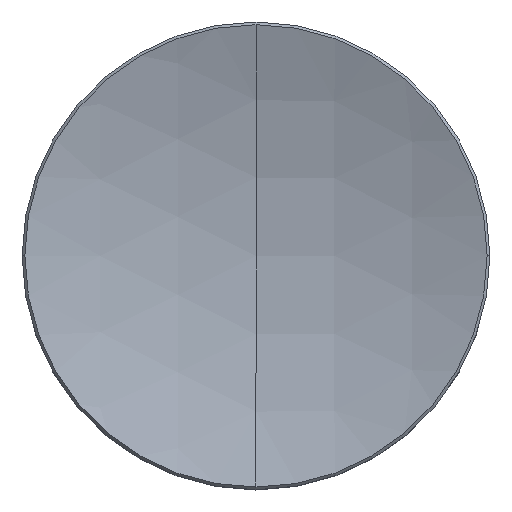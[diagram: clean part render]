
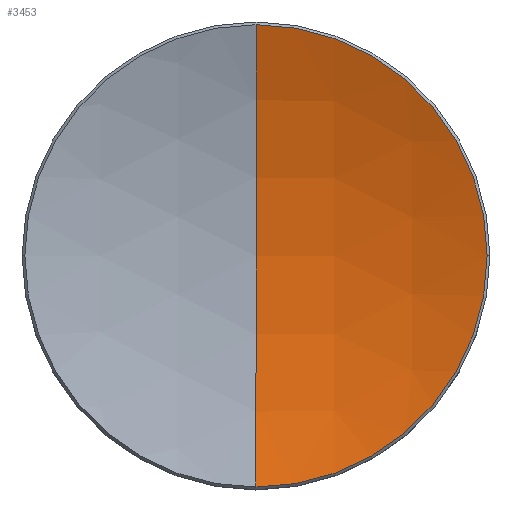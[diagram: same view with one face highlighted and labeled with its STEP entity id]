
A CAD part, top view. The second image highlights one B-rep face of the part: STEP entity #3453.
In plain terms, the highlighted spherical face has radius 38 mm.
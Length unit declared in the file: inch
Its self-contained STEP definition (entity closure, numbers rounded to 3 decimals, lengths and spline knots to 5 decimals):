
#487 = CARTESIAN_POINT ( 'NONE',  ( 0., -0.49418, 0.3202 ) ) ;
#489 = CARTESIAN_POINT ( 'NONE',  ( 0., 0., 0.23622 ) ) ;
#492 = CARTESIAN_POINT ( 'NONE',  ( 0.49418, 0., 0.3202 ) ) ;
#674 = CARTESIAN_POINT ( 'NONE',  ( 0., 0., 1.73228 ) ) ;
#675 = DIRECTION ( 'NONE',  ( -1., 0., 0. ) ) ;
#676 = DIRECTION ( 'NONE',  ( 0., -1., 0. ) ) ;
#693 = CARTESIAN_POINT ( 'NONE',  ( 0., 0., 1.73228 ) ) ;
#694 = DIRECTION ( 'NONE',  ( -1., 0., 0. ) ) ;
#695 = DIRECTION ( 'NONE',  ( 0., 1., 0. ) ) ;
#729 = CARTESIAN_POINT ( 'NONE',  ( 0., 0., 0.3202 ) ) ;
#730 = DIRECTION ( 'NONE',  ( 0., 0., 1. ) ) ;
#731 = DIRECTION ( 'NONE',  ( 1., 0., 0. ) ) ;
#732 = CARTESIAN_POINT ( 'NONE',  ( 0., 0., 1.73228 ) ) ;
#733 = DIRECTION ( 'NONE',  ( 1., 0., 0. ) ) ;
#734 = DIRECTION ( 'NONE',  ( 0., 0., -1. ) ) ;
#775 = CARTESIAN_POINT ( 'NONE',  ( 0., 0., 0.3202 ) ) ;
#776 = DIRECTION ( 'NONE',  ( 0., 0., 1. ) ) ;
#777 = DIRECTION ( 'NONE',  ( 1., 0., 0. ) ) ;
#1144 = VERTEX_POINT ( 'NONE', #2742 ) ;
#1300 = ORIENTED_EDGE ( 'NONE', *, *, #3447, .T. ) ;
#1301 = ORIENTED_EDGE ( 'NONE', *, *, #3460, .T. ) ;
#1302 = ORIENTED_EDGE ( 'NONE', *, *, #3461, .F. ) ;
#1303 = ORIENTED_EDGE ( 'NONE', *, *, #3465, .T. ) ;
#2207 = VERTEX_POINT ( 'NONE', #487 ) ;
#2209 = VERTEX_POINT ( 'NONE', #489 ) ;
#2212 = VERTEX_POINT ( 'NONE', #492 ) ;
#2300 = EDGE_LOOP ( 'NONE', ( #1302, #1300, #1301, #1303 ) ) ;
#2611 = FACE_OUTER_BOUND ( 'NONE', #2300, .T. ) ;
#2612 = SPHERICAL_SURFACE ( 'NONE', #3974, 1.49606 ) ;
#2742 = CARTESIAN_POINT ( 'NONE',  ( 0., 0.49418, 0.3202 ) ) ;
#3447 = EDGE_CURVE ( 'NONE', #2209, #2207, #3960, .T. ) ;
#3453 = ADVANCED_FACE ( 'NONE', ( #2611 ), #2612, .F. ) ;
#3460 = EDGE_CURVE ( 'NONE', #2207, #2212, #3980, .T. ) ;
#3461 = EDGE_CURVE ( 'NONE', #2209, #1144, #3976, .T. ) ;
#3465 = EDGE_CURVE ( 'NONE', #2212, #1144, #3982, .T. ) ;
#3960 = CIRCLE ( 'NONE', #3968, 1.49606 ) ;
#3968 = AXIS2_PLACEMENT_3D ( 'NONE', #674, #675, #676 ) ;
#3974 = AXIS2_PLACEMENT_3D ( 'NONE', #693, #694, #695 ) ;
#3976 = CIRCLE ( 'NONE', #3984, 1.49606 ) ;
#3980 = CIRCLE ( 'NONE', #3983, 0.49418 ) ;
#3982 = CIRCLE ( 'NONE', #3986, 0.49418 ) ;
#3983 = AXIS2_PLACEMENT_3D ( 'NONE', #729, #730, #731 ) ;
#3984 = AXIS2_PLACEMENT_3D ( 'NONE', #732, #733, #734 ) ;
#3986 = AXIS2_PLACEMENT_3D ( 'NONE', #775, #776, #777 ) ;
